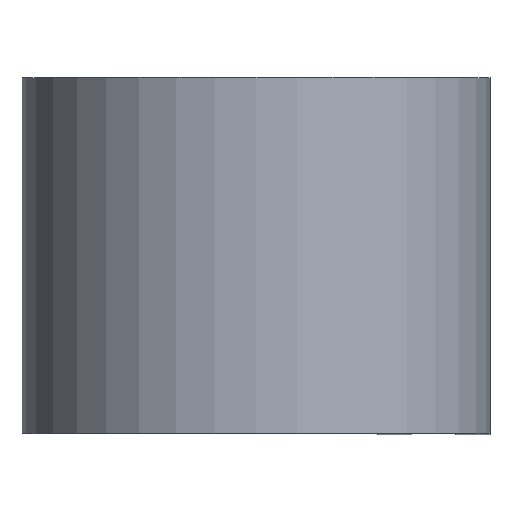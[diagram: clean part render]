
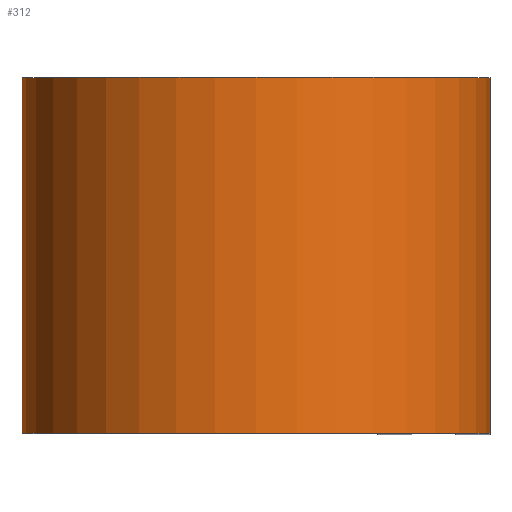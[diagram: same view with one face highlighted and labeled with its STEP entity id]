
A CAD part, top view. The second image highlights one B-rep face of the part: STEP entity #312.
In plain terms, the highlighted cylindrical face has radius 8.357 mm (diameter 16.713 mm), a partial arc.
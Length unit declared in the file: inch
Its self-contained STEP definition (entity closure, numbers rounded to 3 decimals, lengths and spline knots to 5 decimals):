
#48 = CYLINDRICAL_SURFACE ( 'NONE', #539, 0.329 ) ;
#90 = CARTESIAN_POINT ( 'NONE',  ( 0.329, 0.25, 0. ) ) ;
#111 = VECTOR ( 'NONE', #368, 39.37008 ) ;
#113 = VERTEX_POINT ( 'NONE', #733 ) ;
#133 = LINE ( 'NONE', #333, #111 ) ;
#134 = DIRECTION ( 'NONE',  ( 1., 0., 0. ) ) ;
#176 = AXIS2_PLACEMENT_3D ( 'NONE', #418, #530, #134 ) ;
#220 = VERTEX_POINT ( 'NONE', #90 ) ;
#243 = ORIENTED_EDGE ( 'NONE', *, *, #557, .T. ) ;
#244 = ORIENTED_EDGE ( 'NONE', *, *, #454, .F. ) ;
#281 = CIRCLE ( 'NONE', #176, 0.329 ) ;
#305 = AXIS2_PLACEMENT_3D ( 'NONE', #552, #528, #593 ) ;
#312 = ADVANCED_FACE ( 'NONE', ( #509 ), #48, .T. ) ;
#333 = CARTESIAN_POINT ( 'NONE',  ( 0., 0.25, -0.329 ) ) ;
#366 = VECTOR ( 'NONE', #481, 39.37008 ) ;
#368 = DIRECTION ( 'NONE',  ( 0., -1., 0. ) ) ;
#387 = EDGE_CURVE ( 'NONE', #460, #113, #133, .T. ) ;
#396 = EDGE_LOOP ( 'NONE', ( #243, #568, #244, #729 ) ) ;
#408 = EDGE_CURVE ( 'NONE', #220, #576, #534, .T. ) ;
#418 = CARTESIAN_POINT ( 'NONE',  ( 0., -0.25, 0. ) ) ;
#454 = EDGE_CURVE ( 'NONE', #460, #220, #466, .T. ) ;
#460 = VERTEX_POINT ( 'NONE', #476 ) ;
#466 = CIRCLE ( 'NONE', #305, 0.329 ) ;
#476 = CARTESIAN_POINT ( 'NONE',  ( 0., 0.25, -0.329 ) ) ;
#481 = DIRECTION ( 'NONE',  ( 0., -1., 0. ) ) ;
#485 = CARTESIAN_POINT ( 'NONE',  ( 0.329, 0.25, 0. ) ) ;
#509 = FACE_OUTER_BOUND ( 'NONE', #396, .T. ) ;
#528 = DIRECTION ( 'NONE',  ( 0., 1., 0. ) ) ;
#530 = DIRECTION ( 'NONE',  ( 0., 1., 0. ) ) ;
#534 = LINE ( 'NONE', #485, #366 ) ;
#539 = AXIS2_PLACEMENT_3D ( 'NONE', #732, #675, #606 ) ;
#543 = CARTESIAN_POINT ( 'NONE',  ( 0.329, -0.25, 0. ) ) ;
#552 = CARTESIAN_POINT ( 'NONE',  ( 0., 0.25, 0. ) ) ;
#557 = EDGE_CURVE ( 'NONE', #113, #576, #281, .T. ) ;
#568 = ORIENTED_EDGE ( 'NONE', *, *, #408, .F. ) ;
#576 = VERTEX_POINT ( 'NONE', #543 ) ;
#593 = DIRECTION ( 'NONE',  ( 1., 0., 0. ) ) ;
#606 = DIRECTION ( 'NONE',  ( 0., 0., -1. ) ) ;
#675 = DIRECTION ( 'NONE',  ( 0., -1., 0. ) ) ;
#729 = ORIENTED_EDGE ( 'NONE', *, *, #387, .T. ) ;
#732 = CARTESIAN_POINT ( 'NONE',  ( 0., 0.25, 0. ) ) ;
#733 = CARTESIAN_POINT ( 'NONE',  ( 0., -0.25, -0.329 ) ) ;
